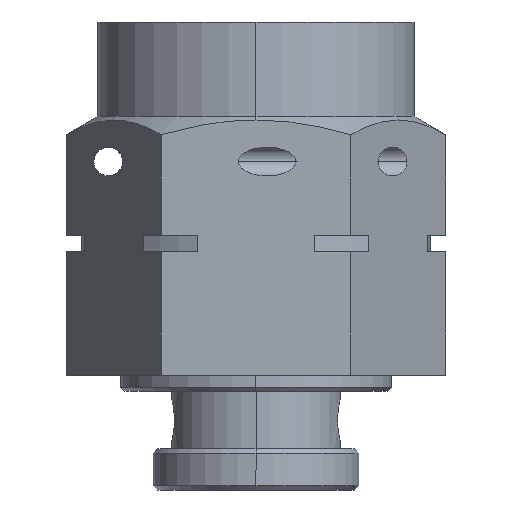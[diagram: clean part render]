
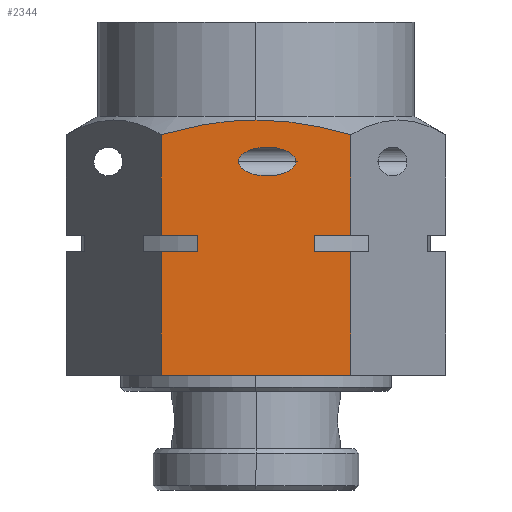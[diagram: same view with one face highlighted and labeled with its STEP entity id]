
A CAD part, left-side view. The second image highlights one B-rep face of the part: STEP entity #2344.
In plain terms, the highlighted planar face has unit normal (-1, 0, 0).
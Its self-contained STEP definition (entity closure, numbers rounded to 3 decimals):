
#9 = CARTESIAN_POINT ( 'NONE',  ( -4., 1.558, 8.854 ) ) ;
#39 = ORIENTED_EDGE ( 'NONE', *, *, #1064, .T. ) ;
#47 =( BOUNDED_CURVE ( )  B_SPLINE_CURVE ( 3, ( #2241, #456, #2255, #2273 ),
 .UNSPECIFIED., .F., .T. ) 
 B_SPLINE_CURVE_WITH_KNOTS ( ( 4, 4 ),
 ( 0., 3.142 ),
 .UNSPECIFIED. ) 
 CURVE ( )  GEOMETRIC_REPRESENTATION_ITEM ( )  RATIONAL_B_SPLINE_CURVE ( ( 1., 0.333, 0.333, 1. ) ) 
 REPRESENTATION_ITEM ( '' )  );
#73 = ORIENTED_EDGE ( 'NONE', *, *, #1100, .T. ) ;
#82 = EDGE_LOOP ( 'NONE', ( #2238, #569 ) ) ;
#128 = CARTESIAN_POINT ( 'NONE',  ( -4., 2.309, 11.4 ) ) ;
#160 = ORIENTED_EDGE ( 'NONE', *, *, #290, .T. ) ;
#168 = EDGE_CURVE ( 'NONE', #2549, #601, #1514, .T. ) ;
#208 = CARTESIAN_POINT ( 'NONE',  ( -4., 0., 9.013 ) ) ;
#212 = EDGE_CURVE ( 'NONE', #752, #2008, #510, .T. ) ;
#233 = EDGE_CURVE ( 'NONE', #2378, #1559, #440, .T. ) ;
#259 = VECTOR ( 'NONE', #629, 1000. ) ;
#290 = EDGE_CURVE ( 'NONE', #1313, #2793, #896, .T. ) ;
#348 = EDGE_CURVE ( 'NONE', #2031, #2326, #2301, .T. ) ;
#391 = PLANE ( 'NONE',  #1286 ) ;
#440 =( BOUNDED_CURVE ( )  B_SPLINE_CURVE ( 3, ( #2665, #1343, #2672, #590 ),
 .UNSPECIFIED., .F., .T. ) 
 B_SPLINE_CURVE_WITH_KNOTS ( ( 4, 4 ),
 ( 3.142, 6.283 ),
 .UNSPECIFIED. ) 
 CURVE ( )  GEOMETRIC_REPRESENTATION_ITEM ( )  RATIONAL_B_SPLINE_CURVE ( ( 1., 0.333, 0.333, 1. ) ) 
 REPRESENTATION_ITEM ( '' )  );
#456 = CARTESIAN_POINT ( 'NONE',  ( -4., 0.428, 8.7 ) ) ;
#458 = LINE ( 'NONE', #581, #1062 ) ;
#471 = VECTOR ( 'NONE', #1291, 1000. ) ;
#510 = LINE ( 'NONE', #553, #2603 ) ;
#521 = CARTESIAN_POINT ( 'NONE',  ( -4., -2.309, 8.656 ) ) ;
#553 = CARTESIAN_POINT ( 'NONE',  ( -4., 2.309, 11.4 ) ) ;
#567 = CARTESIAN_POINT ( 'NONE',  ( -4., -1.436, 5.8 ) ) ;
#569 = ORIENTED_EDGE ( 'NONE', *, *, #2054, .T. ) ;
#581 = CARTESIAN_POINT ( 'NONE',  ( -4., 2.309, 6.2 ) ) ;
#590 = CARTESIAN_POINT ( 'NONE',  ( -4., 0.428, 8. ) ) ;
#597 = DIRECTION ( 'NONE',  ( 1., 0., 0. ) ) ;
#601 = VERTEX_POINT ( 'NONE', #1479 ) ;
#629 = DIRECTION ( 'NONE',  ( 0., 0., 1. ) ) ;
#633 = ORIENTED_EDGE ( 'NONE', *, *, #654, .T. ) ;
#654 = EDGE_CURVE ( 'NONE', #2031, #1052, #1079, .T. ) ;
#693 = CARTESIAN_POINT ( 'NONE',  ( -4., 1.436, 6.2 ) ) ;
#723 = VECTOR ( 'NONE', #1954, 1000. ) ;
#746 = LINE ( 'NONE', #963, #950 ) ;
#752 = VERTEX_POINT ( 'NONE', #1142 ) ;
#762 = B_SPLINE_CURVE_WITH_KNOTS ( 'NONE', 3,
 ( #2504, #1165, #9, #933, #2276, #1176 ),
 .UNSPECIFIED., .F., .F.,
 ( 4, 2, 4 ),
 ( 0.012, 0.013, 0.014 ),
 .UNSPECIFIED. ) ;
#764 = CARTESIAN_POINT ( 'NONE',  ( -4., -0.778, 8.98 ) ) ;
#830 = CARTESIAN_POINT ( 'NONE',  ( -4., -0.972, 8. ) ) ;
#836 = ORIENTED_EDGE ( 'NONE', *, *, #1812, .F. ) ;
#853 = EDGE_CURVE ( 'NONE', #1358, #2326, #746, .T. ) ;
#888 = ORIENTED_EDGE ( 'NONE', *, *, #212, .T. ) ;
#896 = LINE ( 'NONE', #2012, #723 ) ;
#906 = CARTESIAN_POINT ( 'NONE',  ( -4., 2.309, 6.2 ) ) ;
#919 = ORIENTED_EDGE ( 'NONE', *, *, #853, .T. ) ;
#933 = CARTESIAN_POINT ( 'NONE',  ( -4., 0.787, 8.979 ) ) ;
#950 = VECTOR ( 'NONE', #952, 1000. ) ;
#952 = DIRECTION ( 'NONE',  ( 0., -1., 0. ) ) ;
#963 = CARTESIAN_POINT ( 'NONE',  ( -4., 2.309, 2.8 ) ) ;
#980 = ORIENTED_EDGE ( 'NONE', *, *, #1921, .T. ) ;
#994 = FACE_OUTER_BOUND ( 'NONE', #1130, .T. ) ;
#999 = DIRECTION ( 'NONE',  ( 0., 0., -1. ) ) ;
#1052 = VERTEX_POINT ( 'NONE', #567 ) ;
#1062 = VECTOR ( 'NONE', #2398, 1000. ) ;
#1064 = EDGE_CURVE ( 'NONE', #2008, #1313, #458, .T. ) ;
#1067 = CARTESIAN_POINT ( 'NONE',  ( -4., -2.309, 11.4 ) ) ;
#1079 = LINE ( 'NONE', #2607, #471 ) ;
#1092 = ORIENTED_EDGE ( 'NONE', *, *, #348, .F. ) ;
#1100 = EDGE_CURVE ( 'NONE', #2793, #1502, #2891, .T. ) ;
#1102 = CARTESIAN_POINT ( 'NONE',  ( -4., -2.309, 8.656 ) ) ;
#1107 = VERTEX_POINT ( 'NONE', #2851 ) ;
#1130 = EDGE_LOOP ( 'NONE', ( #980, #1316, #1778, #1949, #836, #888, #39, #160, #73, #2560, #919, #1092, #633 ) ) ;
#1142 = CARTESIAN_POINT ( 'NONE',  ( -4., 2.309, 8.656 ) ) ;
#1165 = CARTESIAN_POINT ( 'NONE',  ( -4., 1.936, 8.764 ) ) ;
#1176 = CARTESIAN_POINT ( 'NONE',  ( -4., 0., 9.013 ) ) ;
#1184 = DIRECTION ( 'NONE',  ( 0., 0., -1. ) ) ;
#1286 = AXIS2_PLACEMENT_3D ( 'NONE', #128, #597, #1746 ) ;
#1291 = DIRECTION ( 'NONE',  ( 0., 1., 0. ) ) ;
#1313 = VERTEX_POINT ( 'NONE', #693 ) ;
#1316 = ORIENTED_EDGE ( 'NONE', *, *, #168, .T. ) ;
#1343 = CARTESIAN_POINT ( 'NONE',  ( -4., -0.972, 7.3 ) ) ;
#1358 = VERTEX_POINT ( 'NONE', #1866 ) ;
#1467 = VECTOR ( 'NONE', #2534, 1000. ) ;
#1479 = CARTESIAN_POINT ( 'NONE',  ( -4., -2.309, 6.2 ) ) ;
#1502 = VERTEX_POINT ( 'NONE', #2007 ) ;
#1514 = LINE ( 'NONE', #2345, #1834 ) ;
#1559 = VERTEX_POINT ( 'NONE', #2269 ) ;
#1642 = CARTESIAN_POINT ( 'NONE',  ( -4., 2.309, 11.4 ) ) ;
#1668 = VECTOR ( 'NONE', #1985, 1000. ) ;
#1746 = DIRECTION ( 'NONE',  ( 0., 1., 0. ) ) ;
#1761 = CARTESIAN_POINT ( 'NONE',  ( -4., -1.436, 2.8 ) ) ;
#1778 = ORIENTED_EDGE ( 'NONE', *, *, #2808, .F. ) ;
#1812 = EDGE_CURVE ( 'NONE', #752, #1107, #762, .T. ) ;
#1820 = CARTESIAN_POINT ( 'NONE',  ( -4., -0.391, 9.013 ) ) ;
#1834 = VECTOR ( 'NONE', #1925, 1000. ) ;
#1866 = CARTESIAN_POINT ( 'NONE',  ( -4., 2.309, 2.8 ) ) ;
#1903 = CARTESIAN_POINT ( 'NONE',  ( -4., -1.934, 8.765 ) ) ;
#1921 = EDGE_CURVE ( 'NONE', #1052, #2549, #2203, .T. ) ;
#1925 = DIRECTION ( 'NONE',  ( 0., -1., 0. ) ) ;
#1949 = ORIENTED_EDGE ( 'NONE', *, *, #2637, .F. ) ;
#1954 = DIRECTION ( 'NONE',  ( 0., 0., -1. ) ) ;
#1985 = DIRECTION ( 'NONE',  ( 0., 0., -1. ) ) ;
#1987 = VECTOR ( 'NONE', #1184, 1000. ) ;
#2007 = CARTESIAN_POINT ( 'NONE',  ( -4., 2.309, 5.8 ) ) ;
#2008 = VERTEX_POINT ( 'NONE', #906 ) ;
#2012 = CARTESIAN_POINT ( 'NONE',  ( -4., 1.436, 2.8 ) ) ;
#2031 = VERTEX_POINT ( 'NONE', #2673 ) ;
#2044 = LINE ( 'NONE', #1642, #1467 ) ;
#2054 = EDGE_CURVE ( 'NONE', #1559, #2378, #47, .T. ) ;
#2157 = CARTESIAN_POINT ( 'NONE',  ( -4., -2.309, 2.8 ) ) ;
#2203 = LINE ( 'NONE', #1761, #259 ) ;
#2238 = ORIENTED_EDGE ( 'NONE', *, *, #233, .T. ) ;
#2241 = CARTESIAN_POINT ( 'NONE',  ( -4., 0.428, 8. ) ) ;
#2255 = CARTESIAN_POINT ( 'NONE',  ( -4., -0.972, 8.7 ) ) ;
#2269 = CARTESIAN_POINT ( 'NONE',  ( -4., 0.428, 8. ) ) ;
#2273 = CARTESIAN_POINT ( 'NONE',  ( -4., -0.972, 8. ) ) ;
#2276 = CARTESIAN_POINT ( 'NONE',  ( -4., 0.391, 9.013 ) ) ;
#2289 = VECTOR ( 'NONE', #2577, 1000. ) ;
#2299 = CARTESIAN_POINT ( 'NONE',  ( -4., -1.549, 8.856 ) ) ;
#2301 = LINE ( 'NONE', #2715, #1987 ) ;
#2326 = VERTEX_POINT ( 'NONE', #2157 ) ;
#2344 = ADVANCED_FACE ( 'NONE', ( #2663, #994 ), #391, .F. ) ;
#2345 = CARTESIAN_POINT ( 'NONE',  ( -4., 2.309, 6.2 ) ) ;
#2364 = CARTESIAN_POINT ( 'NONE',  ( -4., 2.309, 5.8 ) ) ;
#2378 = VERTEX_POINT ( 'NONE', #830 ) ;
#2398 = DIRECTION ( 'NONE',  ( 0., -1., 0. ) ) ;
#2420 = LINE ( 'NONE', #1067, #1668 ) ;
#2478 = VERTEX_POINT ( 'NONE', #1102 ) ;
#2504 = CARTESIAN_POINT ( 'NONE',  ( -4., 2.309, 8.656 ) ) ;
#2534 = DIRECTION ( 'NONE',  ( 0., 0., -1. ) ) ;
#2549 = VERTEX_POINT ( 'NONE', #2651 ) ;
#2560 = ORIENTED_EDGE ( 'NONE', *, *, #2686, .T. ) ;
#2577 = DIRECTION ( 'NONE',  ( 0., 1., 0. ) ) ;
#2603 = VECTOR ( 'NONE', #999, 1000. ) ;
#2607 = CARTESIAN_POINT ( 'NONE',  ( -4., 2.309, 5.8 ) ) ;
#2637 = EDGE_CURVE ( 'NONE', #1107, #2478, #2770, .T. ) ;
#2651 = CARTESIAN_POINT ( 'NONE',  ( -4., -1.436, 6.2 ) ) ;
#2663 = FACE_BOUND ( 'NONE', #82, .T. ) ;
#2665 = CARTESIAN_POINT ( 'NONE',  ( -4., -0.972, 8. ) ) ;
#2672 = CARTESIAN_POINT ( 'NONE',  ( -4., 0.428, 7.3 ) ) ;
#2673 = CARTESIAN_POINT ( 'NONE',  ( -4., -2.309, 5.8 ) ) ;
#2686 = EDGE_CURVE ( 'NONE', #1502, #1358, #2044, .T. ) ;
#2715 = CARTESIAN_POINT ( 'NONE',  ( -4., -2.309, 11.4 ) ) ;
#2770 = B_SPLINE_CURVE_WITH_KNOTS ( 'NONE', 3,
 ( #208, #1820, #764, #2299, #1903, #521 ),
 .UNSPECIFIED., .F., .F.,
 ( 4, 2, 4 ),
 ( 0.014, 0.015, 0.017 ),
 .UNSPECIFIED. ) ;
#2793 = VERTEX_POINT ( 'NONE', #2836 ) ;
#2808 = EDGE_CURVE ( 'NONE', #2478, #601, #2420, .T. ) ;
#2836 = CARTESIAN_POINT ( 'NONE',  ( -4., 1.436, 5.8 ) ) ;
#2851 = CARTESIAN_POINT ( 'NONE',  ( -4., 0., 9.013 ) ) ;
#2891 = LINE ( 'NONE', #2364, #2289 ) ;
